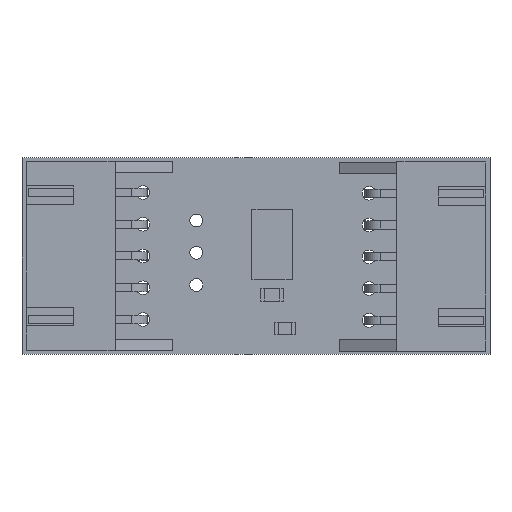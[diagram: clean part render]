
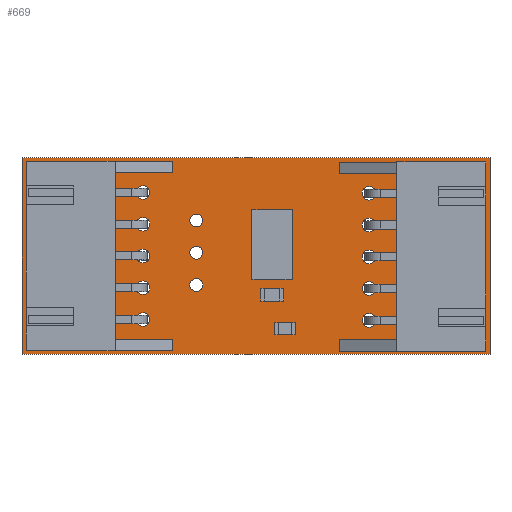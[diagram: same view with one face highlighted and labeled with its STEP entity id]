
A CAD part, top view. The second image highlights one B-rep face of the part: STEP entity #669.
In plain terms, the highlighted planar face has unit normal (0, 0, 1).
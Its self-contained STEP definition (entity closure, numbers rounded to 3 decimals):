
#72 = VERTEX_POINT('',#73);
#73 = CARTESIAN_POINT('',(22.225,23.749,0.411));
#79 = EDGE_CURVE('',#72,#80,#82,.T.);
#80 = VERTEX_POINT('',#81);
#81 = CARTESIAN_POINT('',(59.055,23.749,0.411));
#82 = LINE('',#83,#84);
#83 = CARTESIAN_POINT('',(22.225,23.749,0.411));
#84 = VECTOR('',#85,1.);
#85 = DIRECTION('',(1.,0.,0.));
#110 = EDGE_CURVE('',#80,#111,#113,.T.);
#111 = VERTEX_POINT('',#112);
#112 = CARTESIAN_POINT('',(59.055,39.243,0.411));
#113 = LINE('',#114,#115);
#114 = CARTESIAN_POINT('',(59.055,23.749,0.411));
#115 = VECTOR('',#116,1.);
#116 = DIRECTION('',(0.,1.,0.));
#141 = EDGE_CURVE('',#111,#142,#144,.T.);
#142 = VERTEX_POINT('',#143);
#143 = CARTESIAN_POINT('',(22.225,39.243,0.411));
#144 = LINE('',#145,#146);
#145 = CARTESIAN_POINT('',(59.055,39.243,0.411));
#146 = VECTOR('',#147,1.);
#147 = DIRECTION('',(-1.,0.,0.));
#172 = EDGE_CURVE('',#142,#72,#173,.T.);
#173 = LINE('',#174,#175);
#174 = CARTESIAN_POINT('',(22.225,39.243,0.411));
#175 = VECTOR('',#176,1.);
#176 = DIRECTION('',(0.,-1.,0.));
#196 = VERTEX_POINT('',#197);
#197 = CARTESIAN_POINT('',(32.283,31.496,0.411));
#203 = EDGE_CURVE('',#196,#196,#204,.T.);
#204 = CIRCLE('',#205,0.533);
#205 = AXIS2_PLACEMENT_3D('',#206,#207,#208);
#206 = CARTESIAN_POINT('',(31.75,31.496,0.411));
#207 = DIRECTION('',(0.,0.,1.));
#208 = DIRECTION('',(1.,0.,0.));
#229 = VERTEX_POINT('',#230);
#230 = CARTESIAN_POINT('',(32.283,26.496,0.411));
#236 = EDGE_CURVE('',#229,#229,#237,.T.);
#237 = CIRCLE('',#238,0.533);
#238 = AXIS2_PLACEMENT_3D('',#239,#240,#241);
#239 = CARTESIAN_POINT('',(31.75,26.496,0.411));
#240 = DIRECTION('',(0.,0.,1.));
#241 = DIRECTION('',(1.,0.,0.));
#262 = VERTEX_POINT('',#263);
#263 = CARTESIAN_POINT('',(32.283,28.996,0.411));
#269 = EDGE_CURVE('',#262,#262,#270,.T.);
#270 = CIRCLE('',#271,0.533);
#271 = AXIS2_PLACEMENT_3D('',#272,#273,#274);
#272 = CARTESIAN_POINT('',(31.75,28.996,0.411));
#273 = DIRECTION('',(0.,0.,1.));
#274 = DIRECTION('',(1.,0.,0.));
#295 = VERTEX_POINT('',#296);
#296 = CARTESIAN_POINT('',(32.283,36.496,0.411));
#302 = EDGE_CURVE('',#295,#295,#303,.T.);
#303 = CIRCLE('',#304,0.533);
#304 = AXIS2_PLACEMENT_3D('',#305,#306,#307);
#305 = CARTESIAN_POINT('',(31.75,36.496,0.411));
#306 = DIRECTION('',(0.,0.,1.));
#307 = DIRECTION('',(1.,0.,0.));
#328 = VERTEX_POINT('',#329);
#329 = CARTESIAN_POINT('',(36.449,31.75,0.411));
#335 = EDGE_CURVE('',#328,#328,#336,.T.);
#336 = CIRCLE('',#337,0.508);
#337 = AXIS2_PLACEMENT_3D('',#338,#339,#340);
#338 = CARTESIAN_POINT('',(35.941,31.75,0.411));
#339 = DIRECTION('',(0.,0.,1.));
#340 = DIRECTION('',(1.,0.,0.));
#361 = VERTEX_POINT('',#362);
#362 = CARTESIAN_POINT('',(32.283,33.996,0.411));
#368 = EDGE_CURVE('',#361,#361,#369,.T.);
#369 = CIRCLE('',#370,0.533);
#370 = AXIS2_PLACEMENT_3D('',#371,#372,#373);
#371 = CARTESIAN_POINT('',(31.75,33.996,0.411));
#372 = DIRECTION('',(0.,0.,1.));
#373 = DIRECTION('',(1.,0.,0.));
#394 = VERTEX_POINT('',#395);
#395 = CARTESIAN_POINT('',(36.449,29.21,0.411));
#401 = EDGE_CURVE('',#394,#394,#402,.T.);
#402 = CIRCLE('',#403,0.508);
#403 = AXIS2_PLACEMENT_3D('',#404,#405,#406);
#404 = CARTESIAN_POINT('',(35.941,29.21,0.411));
#405 = DIRECTION('',(0.,0.,1.));
#406 = DIRECTION('',(1.,0.,0.));
#427 = VERTEX_POINT('',#428);
#428 = CARTESIAN_POINT('',(50.063,26.433,0.411));
#434 = EDGE_CURVE('',#427,#427,#435,.T.);
#435 = CIRCLE('',#436,0.533);
#436 = AXIS2_PLACEMENT_3D('',#437,#438,#439);
#437 = CARTESIAN_POINT('',(49.53,26.433,0.411));
#438 = DIRECTION('',(0.,0.,1.));
#439 = DIRECTION('',(1.,0.,0.));
#460 = VERTEX_POINT('',#461);
#461 = CARTESIAN_POINT('',(50.063,28.933,0.411));
#467 = EDGE_CURVE('',#460,#460,#468,.T.);
#468 = CIRCLE('',#469,0.533);
#469 = AXIS2_PLACEMENT_3D('',#470,#471,#472);
#470 = CARTESIAN_POINT('',(49.53,28.933,0.411));
#471 = DIRECTION('',(0.,0.,1.));
#472 = DIRECTION('',(1.,0.,0.));
#493 = VERTEX_POINT('',#494);
#494 = CARTESIAN_POINT('',(50.063,31.433,0.411));
#500 = EDGE_CURVE('',#493,#493,#501,.T.);
#501 = CIRCLE('',#502,0.533);
#502 = AXIS2_PLACEMENT_3D('',#503,#504,#505);
#503 = CARTESIAN_POINT('',(49.53,31.433,0.411));
#504 = DIRECTION('',(0.,0.,1.));
#505 = DIRECTION('',(1.,0.,0.));
#526 = VERTEX_POINT('',#527);
#527 = CARTESIAN_POINT('',(36.449,34.29,0.411));
#533 = EDGE_CURVE('',#526,#526,#534,.T.);
#534 = CIRCLE('',#535,0.508);
#535 = AXIS2_PLACEMENT_3D('',#536,#537,#538);
#536 = CARTESIAN_POINT('',(35.941,34.29,0.411));
#537 = DIRECTION('',(0.,0.,1.));
#538 = DIRECTION('',(1.,0.,0.));
#559 = VERTEX_POINT('',#560);
#560 = CARTESIAN_POINT('',(50.063,33.933,0.411));
#566 = EDGE_CURVE('',#559,#559,#567,.T.);
#567 = CIRCLE('',#568,0.533);
#568 = AXIS2_PLACEMENT_3D('',#569,#570,#571);
#569 = CARTESIAN_POINT('',(49.53,33.933,0.411));
#570 = DIRECTION('',(0.,0.,1.));
#571 = DIRECTION('',(1.,0.,0.));
#592 = VERTEX_POINT('',#593);
#593 = CARTESIAN_POINT('',(50.063,36.433,0.411));
#599 = EDGE_CURVE('',#592,#592,#600,.T.);
#600 = CIRCLE('',#601,0.533);
#601 = AXIS2_PLACEMENT_3D('',#602,#603,#604);
#602 = CARTESIAN_POINT('',(49.53,36.433,0.411));
#603 = DIRECTION('',(0.,0.,1.));
#604 = DIRECTION('',(1.,0.,0.));
#669 = ADVANCED_FACE('',(#670,#676,#679,#682,#685,#688,#691,#694,#697,
    #700,#703,#706,#709,#712),#715,.F.);
#670 = FACE_BOUND('',#671,.T.);
#671 = EDGE_LOOP('',(#672,#673,#674,#675));
#672 = ORIENTED_EDGE('',*,*,#79,.T.);
#673 = ORIENTED_EDGE('',*,*,#110,.T.);
#674 = ORIENTED_EDGE('',*,*,#141,.T.);
#675 = ORIENTED_EDGE('',*,*,#172,.T.);
#676 = FACE_BOUND('',#677,.F.);
#677 = EDGE_LOOP('',(#678));
#678 = ORIENTED_EDGE('',*,*,#203,.T.);
#679 = FACE_BOUND('',#680,.F.);
#680 = EDGE_LOOP('',(#681));
#681 = ORIENTED_EDGE('',*,*,#236,.T.);
#682 = FACE_BOUND('',#683,.F.);
#683 = EDGE_LOOP('',(#684));
#684 = ORIENTED_EDGE('',*,*,#269,.T.);
#685 = FACE_BOUND('',#686,.F.);
#686 = EDGE_LOOP('',(#687));
#687 = ORIENTED_EDGE('',*,*,#302,.T.);
#688 = FACE_BOUND('',#689,.F.);
#689 = EDGE_LOOP('',(#690));
#690 = ORIENTED_EDGE('',*,*,#335,.T.);
#691 = FACE_BOUND('',#692,.F.);
#692 = EDGE_LOOP('',(#693));
#693 = ORIENTED_EDGE('',*,*,#368,.T.);
#694 = FACE_BOUND('',#695,.F.);
#695 = EDGE_LOOP('',(#696));
#696 = ORIENTED_EDGE('',*,*,#401,.T.);
#697 = FACE_BOUND('',#698,.F.);
#698 = EDGE_LOOP('',(#699));
#699 = ORIENTED_EDGE('',*,*,#434,.T.);
#700 = FACE_BOUND('',#701,.F.);
#701 = EDGE_LOOP('',(#702));
#702 = ORIENTED_EDGE('',*,*,#467,.T.);
#703 = FACE_BOUND('',#704,.F.);
#704 = EDGE_LOOP('',(#705));
#705 = ORIENTED_EDGE('',*,*,#500,.T.);
#706 = FACE_BOUND('',#707,.F.);
#707 = EDGE_LOOP('',(#708));
#708 = ORIENTED_EDGE('',*,*,#533,.T.);
#709 = FACE_BOUND('',#710,.F.);
#710 = EDGE_LOOP('',(#711));
#711 = ORIENTED_EDGE('',*,*,#566,.T.);
#712 = FACE_BOUND('',#713,.F.);
#713 = EDGE_LOOP('',(#714));
#714 = ORIENTED_EDGE('',*,*,#599,.T.);
#715 = PLANE('',#716);
#716 = AXIS2_PLACEMENT_3D('',#717,#718,#719);
#717 = CARTESIAN_POINT('',(22.225,23.749,0.411));
#718 = DIRECTION('',(0.,0.,-1.));
#719 = DIRECTION('',(-1.,0.,0.));
